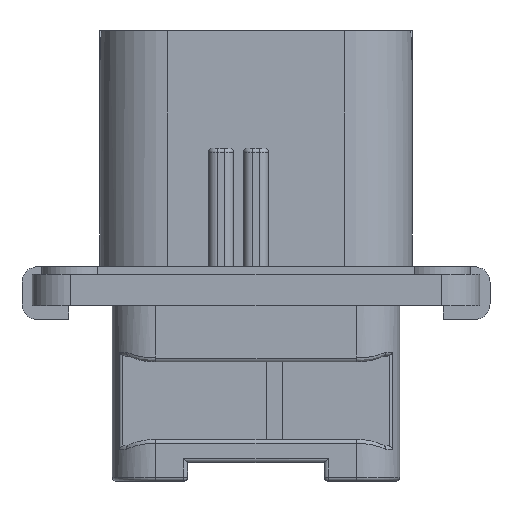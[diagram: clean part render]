
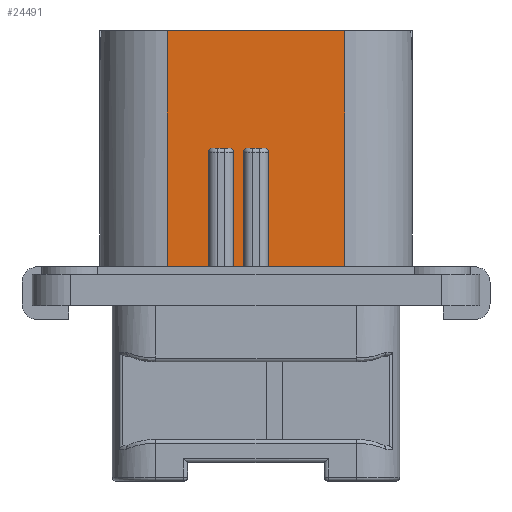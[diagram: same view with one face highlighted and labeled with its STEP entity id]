
A CAD part, front view. The second image highlights one B-rep face of the part: STEP entity #24491.
In plain terms, the highlighted planar face has unit normal (0, -1, 0).
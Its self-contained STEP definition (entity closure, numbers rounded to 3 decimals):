
#977=DIRECTION('',(1.,0.,0.));
#978=VECTOR('',#977,4.9);
#979=CARTESIAN_POINT('',(0.8,-9.,2.));
#980=LINE('',#979,#978);
#1071=CARTESIAN_POINT('',(-1.69,-9.,9.87));
#1072=DIRECTION('',(0.,1.,0.));
#1073=DIRECTION('',(0.,0.,1.));
#1074=AXIS2_PLACEMENT_3D('',#1071,#1072,#1073);
#1084=DIRECTION('',(0.,0.,1.));
#1085=VECTOR('',#1084,7.87);
#1086=CARTESIAN_POINT('',(-1.44,-9.,2.));
#1087=LINE('',#1086,#1085);
#1088=DIRECTION('',(1.,0.,0.));
#1089=VECTOR('',#1088,1.1);
#1090=CARTESIAN_POINT('',(-2.79,-9.,10.12));
#1091=LINE('',#1090,#1089);
#1092=DIRECTION('',(0.,0.,1.));
#1093=VECTOR('',#1092,7.87);
#1094=CARTESIAN_POINT('',(-3.04,-9.,2.));
#1095=LINE('',#1094,#1093);
#1096=DIRECTION('',(0.,0.,-1.));
#1097=VECTOR('',#1096,15.67);
#1098=CARTESIAN_POINT('',(-5.7,-9.,17.67));
#1099=LINE('',#1098,#1097);
#1100=DIRECTION('',(0.,0.,-1.));
#1101=VECTOR('',#1100,15.67);
#1102=CARTESIAN_POINT('',(5.7,-9.,17.67));
#1103=LINE('',#1102,#1101);
#1104=DIRECTION('',(0.,0.,1.));
#1105=VECTOR('',#1104,7.87);
#1106=CARTESIAN_POINT('',(0.8,-9.,2.));
#1107=LINE('',#1106,#1105);
#1108=DIRECTION('',(1.,0.,0.));
#1109=VECTOR('',#1108,1.1);
#1110=CARTESIAN_POINT('',(-0.55,-9.,10.12));
#1111=LINE('',#1110,#1109);
#1112=DIRECTION('',(0.,0.,1.));
#1113=VECTOR('',#1112,7.87);
#1114=CARTESIAN_POINT('',(-0.8,-9.,2.));
#1115=LINE('',#1114,#1113);
#1116=CARTESIAN_POINT('',(-2.79,-9.,9.87));
#1117=DIRECTION('',(0.,1.,0.));
#1118=DIRECTION('',(-1.,0.,0.));
#1119=AXIS2_PLACEMENT_3D('',#1116,#1117,#1118);
#1152=DIRECTION('',(1.,0.,0.));
#1153=VECTOR('',#1152,2.66);
#1154=CARTESIAN_POINT('',(-5.7,-9.,2.));
#1155=LINE('',#1154,#1153);
#1407=DIRECTION('',(1.,0.,0.));
#1408=VECTOR('',#1407,11.4);
#1409=CARTESIAN_POINT('',(-5.7,-9.,17.67));
#1410=LINE('',#1409,#1408);
#18903=CARTESIAN_POINT('',(0.55,-9.,9.87));
#18904=DIRECTION('',(0.,1.,0.));
#18905=DIRECTION('',(0.,0.,1.));
#18906=AXIS2_PLACEMENT_3D('',#18903,#18904,#18905);
#18963=DIRECTION('',(1.,0.,0.));
#18964=VECTOR('',#18963,0.64);
#18965=CARTESIAN_POINT('',(-1.44,-9.,2.));
#18966=LINE('',#18965,#18964);
#18994=CARTESIAN_POINT('',(-0.55,-9.,9.87));
#18995=DIRECTION('',(0.,1.,0.));
#18996=DIRECTION('',(-1.,0.,0.));
#18997=AXIS2_PLACEMENT_3D('',#18994,#18995,#18996);
#19193=CARTESIAN_POINT('',(-5.7,-9.,17.67));
#19194=CARTESIAN_POINT('',(-5.7,-9.,2.));
#19195=VERTEX_POINT('',#19193);
#19196=VERTEX_POINT('',#19194);
#19197=CARTESIAN_POINT('',(5.7,-9.,17.67));
#19198=CARTESIAN_POINT('',(5.7,-9.,2.));
#19199=VERTEX_POINT('',#19197);
#19200=VERTEX_POINT('',#19198);
#21124=CARTESIAN_POINT('',(-3.04,-9.,2.));
#21125=VERTEX_POINT('',#21124);
#21126=CARTESIAN_POINT('',(-1.44,-9.,2.));
#21127=CARTESIAN_POINT('',(-0.8,-9.,2.));
#21128=VERTEX_POINT('',#21126);
#21129=VERTEX_POINT('',#21127);
#21130=CARTESIAN_POINT('',(0.8,-9.,2.));
#21131=VERTEX_POINT('',#21130);
#21221=CARTESIAN_POINT('',(-1.44,-9.,9.87));
#21223=VERTEX_POINT('',#21221);
#21225=CARTESIAN_POINT('',(-1.69,-9.,10.12));
#21227=VERTEX_POINT('',#21225);
#21240=CARTESIAN_POINT('',(-2.79,-9.,10.12));
#21241=VERTEX_POINT('',#21240);
#21242=CARTESIAN_POINT('',(-3.04,-9.,9.87));
#21243=VERTEX_POINT('',#21242);
#21245=CARTESIAN_POINT('',(0.8,-9.,9.87));
#21247=VERTEX_POINT('',#21245);
#21249=CARTESIAN_POINT('',(0.55,-9.,10.12));
#21251=VERTEX_POINT('',#21249);
#21264=CARTESIAN_POINT('',(-0.55,-9.,10.12));
#21265=VERTEX_POINT('',#21264);
#21266=CARTESIAN_POINT('',(-0.8,-9.,9.87));
#21267=VERTEX_POINT('',#21266);
#24456=CARTESIAN_POINT('',(-10.05,-9.,2.));
#24457=DIRECTION('',(0.,-1.,0.));
#24458=DIRECTION('',(1.,0.,0.));
#24459=AXIS2_PLACEMENT_3D('',#24456,#24457,#24458);
#24460=PLANE('',#24459);
#24461=ORIENTED_EDGE('',*,*,#24447,.T.);
#24462=ORIENTED_EDGE('',*,*,#24436,.F.);
#24463=ORIENTED_EDGE('',*,*,#24421,.F.);
#24465=ORIENTED_EDGE('',*,*,#24464,.F.);
#24467=ORIENTED_EDGE('',*,*,#24466,.F.);
#24469=ORIENTED_EDGE('',*,*,#24468,.F.);
#24471=ORIENTED_EDGE('',*,*,#24470,.F.);
#24473=ORIENTED_EDGE('',*,*,#24472,.T.);
#24475=ORIENTED_EDGE('',*,*,#24474,.T.);
#24476=ORIENTED_EDGE('',*,*,#24338,.F.);
#24478=ORIENTED_EDGE('',*,*,#24477,.T.);
#24480=ORIENTED_EDGE('',*,*,#24479,.F.);
#24482=ORIENTED_EDGE('',*,*,#24481,.F.);
#24484=ORIENTED_EDGE('',*,*,#24483,.F.);
#24486=ORIENTED_EDGE('',*,*,#24485,.F.);
#24488=ORIENTED_EDGE('',*,*,#24487,.F.);
#24489=EDGE_LOOP('',(#24461,#24462,#24463,#24465,#24467,#24469,#24471,#24473,
#24475,#24476,#24478,#24480,#24482,#24484,#24486,#24488));
#24490=FACE_OUTER_BOUND('',#24489,.F.);
#24491=ADVANCED_FACE('',(#24490),#24460,.T.);
#1075=CIRCLE('',#1074,0.25);
#1120=CIRCLE('',#1119,0.25);
#18907=CIRCLE('',#18906,0.25);
#18998=CIRCLE('',#18997,0.25);
#24338=EDGE_CURVE('',#21131,#19200,#980,.T.);
#24421=EDGE_CURVE('',#21241,#21227,#1091,.T.);
#24436=EDGE_CURVE('',#21227,#21223,#1075,.T.);
#24447=EDGE_CURVE('',#21128,#21223,#1087,.T.);
#24464=EDGE_CURVE('',#21243,#21241,#1120,.T.);
#24466=EDGE_CURVE('',#21125,#21243,#1095,.T.);
#24468=EDGE_CURVE('',#19196,#21125,#1155,.T.);
#24470=EDGE_CURVE('',#19195,#19196,#1099,.T.);
#24472=EDGE_CURVE('',#19195,#19199,#1410,.T.);
#24474=EDGE_CURVE('',#19199,#19200,#1103,.T.);
#24477=EDGE_CURVE('',#21131,#21247,#1107,.T.);
#24479=EDGE_CURVE('',#21251,#21247,#18907,.T.);
#24481=EDGE_CURVE('',#21265,#21251,#1111,.T.);
#24483=EDGE_CURVE('',#21267,#21265,#18998,.T.);
#24485=EDGE_CURVE('',#21129,#21267,#1115,.T.);
#24487=EDGE_CURVE('',#21128,#21129,#18966,.T.);
